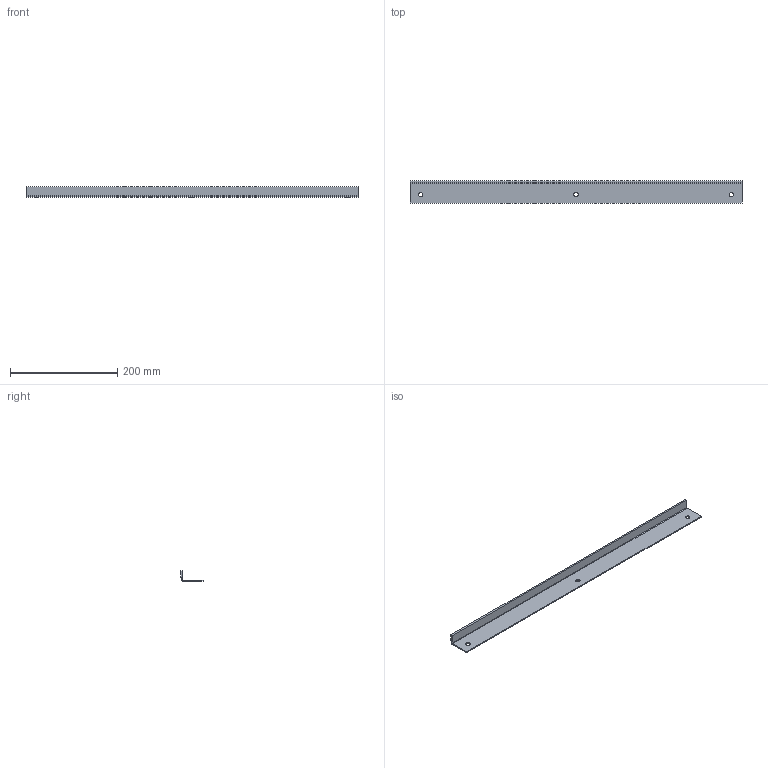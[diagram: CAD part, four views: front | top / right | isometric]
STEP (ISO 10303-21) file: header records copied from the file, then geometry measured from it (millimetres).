
FILE_DESCRIPTION((''),'2;1');
FILE_NAME('CAD1161_SW0001','2010-11-05T',('pfolte'),(''),'PRO/ENGINEER BY PARAMETRIC TECHNOLOGY CORPORATION, 2007250','PRO/ENGINEER BY PARAMETRIC TECHNOLOGY CORPORATION, 2007250','');
FILE_SCHEMA(('CONFIG_CONTROL_DESIGN'));
Length unit declared in the file: millimetre
Products named in the file (1): CAD1161_SW0001
Bounding box: 620 x 41.2 x 20 mm (x, y, z)
Volume: 79466.7 mm3; surface area: 74918.6 mm2
Topology: 1 solids, 1 shells, 22 faces, 640 edges, 1208 vertices
Faces by surface type: plane 14, cylinder 8
Entity records: 4092 total; most frequent: DIRECTION 702, CARTESIAN_POINT 695, VECTOR 624, LINE 624, TRIMMED_CURVE 588, ORIENTED_EDGE 104, PRESENTATION_STYLE_ASSIGNMENT 66, STYLED_ITEM 66
